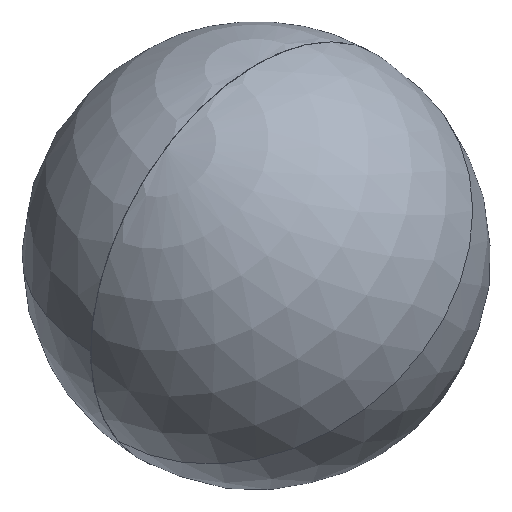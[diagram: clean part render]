
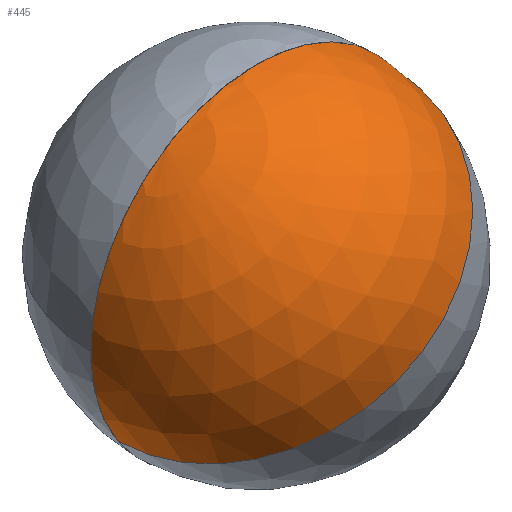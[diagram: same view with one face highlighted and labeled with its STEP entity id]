
A CAD part, isometric view. The second image highlights one B-rep face of the part: STEP entity #445.
In plain terms, the highlighted spherical face has radius 50 mm.
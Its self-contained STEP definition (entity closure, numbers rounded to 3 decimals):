
#51 = CARTESIAN_POINT ( 'NONE',  ( 0., 0., 0. ) ) ;
#67 = DIRECTION ( 'NONE',  ( 0., 0., 1. ) ) ;
#92 = ORIENTED_EDGE ( 'NONE', *, *, #691, .F. ) ;
#115 = VERTEX_POINT ( 'NONE', #195 ) ;
#118 = CIRCLE ( 'NONE', #673, 50. ) ;
#191 = AXIS2_PLACEMENT_3D ( 'NONE', #456, #846, #757 ) ;
#195 = CARTESIAN_POINT ( 'NONE',  ( 0., 50., 0. ) ) ;
#216 = SPHERICAL_SURFACE ( 'NONE', #471, 50. ) ;
#239 = VERTEX_POINT ( 'NONE', #731 ) ;
#262 = CARTESIAN_POINT ( 'NONE',  ( 0., 0., 0. ) ) ;
#285 = CIRCLE ( 'NONE', #661, 50. ) ;
#295 = FACE_OUTER_BOUND ( 'NONE', #969, .T. ) ;
#324 = ORIENTED_EDGE ( 'NONE', *, *, #365, .F. ) ;
#365 = EDGE_CURVE ( 'NONE', #239, #889, #285, .T. ) ;
#405 = DIRECTION ( 'NONE',  ( 1., 0., 0. ) ) ;
#445 = ADVANCED_FACE ( 'NONE', ( #295 ), #216, .T. ) ;
#456 = CARTESIAN_POINT ( 'NONE',  ( 0., 0., 0. ) ) ;
#471 = AXIS2_PLACEMENT_3D ( 'NONE', #51, #67, #517 ) ;
#506 = ORIENTED_EDGE ( 'NONE', *, *, #944, .T. ) ;
#517 = DIRECTION ( 'NONE',  ( 1., 0., 0. ) ) ;
#537 = DIRECTION ( 'NONE',  ( 0., -1., 0. ) ) ;
#566 = DIRECTION ( 'NONE',  ( 0., 0., 1. ) ) ;
#661 = AXIS2_PLACEMENT_3D ( 'NONE', #262, #537, #835 ) ;
#673 = AXIS2_PLACEMENT_3D ( 'NONE', #943, #566, #405 ) ;
#691 = EDGE_CURVE ( 'NONE', #115, #239, #918, .T. ) ;
#731 = CARTESIAN_POINT ( 'NONE',  ( 50., 0., 0. ) ) ;
#757 = DIRECTION ( 'NONE',  ( -1., 0., 0. ) ) ;
#835 = DIRECTION ( 'NONE',  ( 0., 0., -1. ) ) ;
#846 = DIRECTION ( 'NONE',  ( 0., 0., -1. ) ) ;
#862 = CARTESIAN_POINT ( 'NONE',  ( -50., 0., 0. ) ) ;
#889 = VERTEX_POINT ( 'NONE', #862 ) ;
#918 = CIRCLE ( 'NONE', #191, 50. ) ;
#943 = CARTESIAN_POINT ( 'NONE',  ( 0., 0., 0. ) ) ;
#944 = EDGE_CURVE ( 'NONE', #115, #889, #118, .T. ) ;
#969 = EDGE_LOOP ( 'NONE', ( #92, #506, #324 ) ) ;
